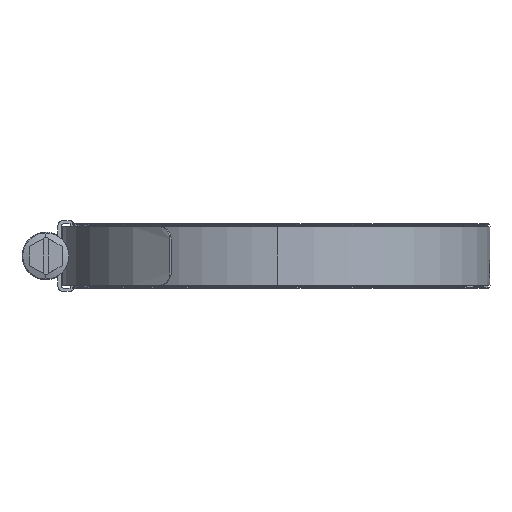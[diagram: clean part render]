
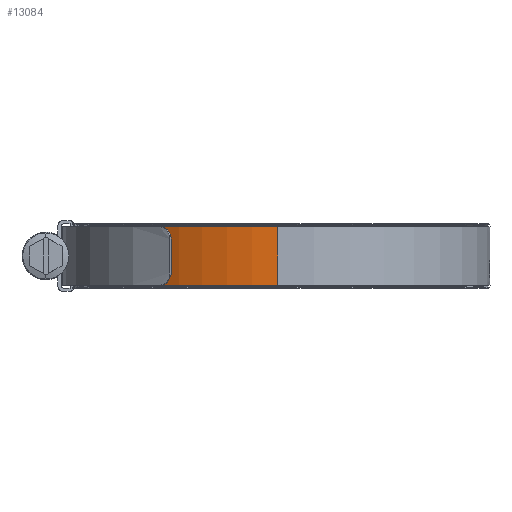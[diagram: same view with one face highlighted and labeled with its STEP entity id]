
A CAD part, left-side view. The second image highlights one B-rep face of the part: STEP entity #13084.
In plain terms, the highlighted cylindrical face has radius 52.1 mm (diameter 104.2 mm), a partial arc.
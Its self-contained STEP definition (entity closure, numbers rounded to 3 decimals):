
#63 = CYLINDRICAL_SURFACE ( 'NONE', #11129, 52.1 ) ;
#126 = VECTOR ( 'NONE', #12546, 1000. ) ;
#494 = ORIENTED_EDGE ( 'NONE', *, *, #1163, .F. ) ;
#919 = CIRCLE ( 'NONE', #3149, 52.1 ) ;
#1163 = EDGE_CURVE ( 'NONE', #6714, #6691, #919, .T. ) ;
#1542 = AXIS2_PLACEMENT_3D ( 'NONE', #12505, #13545, #4072 ) ;
#1893 = ORIENTED_EDGE ( 'NONE', *, *, #9710, .T. ) ;
#2075 = VECTOR ( 'NONE', #11311, 1000. ) ;
#2432 = VERTEX_POINT ( 'NONE', #11037 ) ;
#2594 = DIRECTION ( 'NONE',  ( 1., 0., 0. ) ) ;
#3149 = AXIS2_PLACEMENT_3D ( 'NONE', #4849, #9084, #2594 ) ;
#3235 = CARTESIAN_POINT ( 'NONE',  ( -52.1, 0., -7.135 ) ) ;
#3404 = FACE_OUTER_BOUND ( 'NONE', #12210, .T. ) ;
#4072 = DIRECTION ( 'NONE',  ( 1., 0., 0. ) ) ;
#4192 = DIRECTION ( 'NONE',  ( -1., 0., 0. ) ) ;
#4849 = CARTESIAN_POINT ( 'NONE',  ( 0., 0., 7.135 ) ) ;
#5075 = VERTEX_POINT ( 'NONE', #3235 ) ;
#6691 = VERTEX_POINT ( 'NONE', #12813 ) ;
#6714 = VERTEX_POINT ( 'NONE', #8624 ) ;
#7923 = EDGE_CURVE ( 'NONE', #6691, #5075, #9330, .T. ) ;
#8279 = CARTESIAN_POINT ( 'NONE',  ( -52.1, 0., 7.135 ) ) ;
#8624 = CARTESIAN_POINT ( 'NONE',  ( 0., 52.1, 7.135 ) ) ;
#8885 = CIRCLE ( 'NONE', #1542, 52.1 ) ;
#9084 = DIRECTION ( 'NONE',  ( 0., 0., 1. ) ) ;
#9162 = LINE ( 'NONE', #10212, #2075 ) ;
#9330 = LINE ( 'NONE', #8279, #126 ) ;
#9497 = CARTESIAN_POINT ( 'NONE',  ( 0., 0., 7.135 ) ) ;
#9710 = EDGE_CURVE ( 'NONE', #6714, #2432, #9162, .T. ) ;
#9938 = ORIENTED_EDGE ( 'NONE', *, *, #7923, .F. ) ;
#10212 = CARTESIAN_POINT ( 'NONE',  ( 0., 52.1, 7.135 ) ) ;
#11037 = CARTESIAN_POINT ( 'NONE',  ( 0., 52.1, -7.135 ) ) ;
#11129 = AXIS2_PLACEMENT_3D ( 'NONE', #9497, #13736, #4192 ) ;
#11311 = DIRECTION ( 'NONE',  ( 0., 0., -1. ) ) ;
#12210 = EDGE_LOOP ( 'NONE', ( #9938, #494, #1893, #12796 ) ) ;
#12505 = CARTESIAN_POINT ( 'NONE',  ( 0., 0., -7.135 ) ) ;
#12546 = DIRECTION ( 'NONE',  ( 0., 0., -1. ) ) ;
#12683 = EDGE_CURVE ( 'NONE', #2432, #5075, #8885, .T. ) ;
#12796 = ORIENTED_EDGE ( 'NONE', *, *, #12683, .T. ) ;
#12813 = CARTESIAN_POINT ( 'NONE',  ( -52.1, 0., 7.135 ) ) ;
#13084 = ADVANCED_FACE ( 'NONE', ( #3404 ), #63, .T. ) ;
#13545 = DIRECTION ( 'NONE',  ( 0., 0., 1. ) ) ;
#13736 = DIRECTION ( 'NONE',  ( 0., 0., -1. ) ) ;
